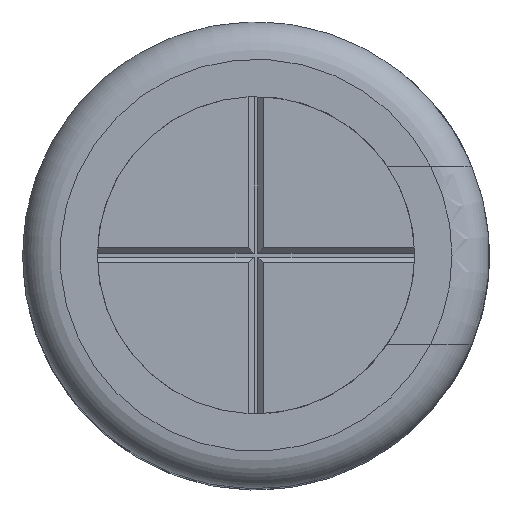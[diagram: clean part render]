
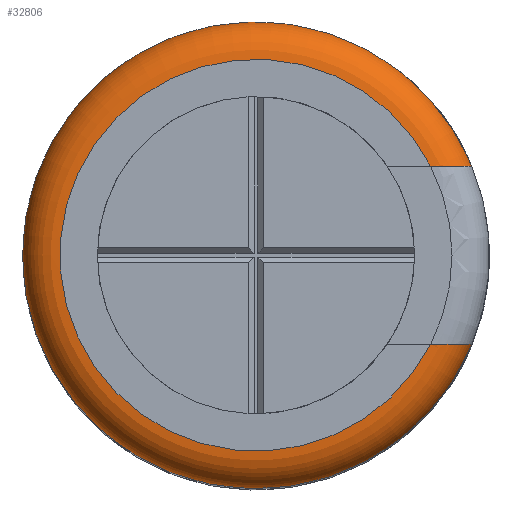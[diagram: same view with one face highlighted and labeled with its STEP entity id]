
A CAD part, top view. The second image highlights one B-rep face of the part: STEP entity #32806.
In plain terms, the highlighted toroidal (fillet/blend) face has major radius 5.25 mm and minor radius 1 mm.
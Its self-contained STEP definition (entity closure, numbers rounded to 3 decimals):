
#300 = VERTEX_POINT ( 'NONE', #27309 ) ;
#320 = AXIS2_PLACEMENT_3D ( 'NONE', #1155, #1837, #9506 ) ;
#579 = B_SPLINE_CURVE_WITH_KNOTS ( 'NONE', 3,
 ( #31905, #7684, #18516, #13433, #31377, #2456, #12736, #4899, #23358, #2626, #13270, #5259 ),
 .UNSPECIFIED., .F., .F.,
 ( 4, 2, 2, 2, 2, 4 ),
 ( 0.001, 0.002, 0.002, 0.003, 0.003, 0.003 ),
 .UNSPECIFIED. ) ;
#1155 = CARTESIAN_POINT ( 'NONE',  ( 0., 0., 24.5 ) ) ;
#1496 = FACE_OUTER_BOUND ( 'NONE', #14176, .T. ) ;
#1837 = DIRECTION ( 'NONE',  ( 0., 0., 1. ) ) ;
#2456 = CARTESIAN_POINT ( 'NONE',  ( 5.54, 2.387, 25.137 ) ) ;
#2524 = EDGE_CURVE ( 'NONE', #33233, #300, #579, .T. ) ;
#2626 = CARTESIAN_POINT ( 'NONE',  ( 5.768, 2.387, 24.638 ) ) ;
#3025 = ORIENTED_EDGE ( 'NONE', *, *, #25384, .F. ) ;
#4899 = CARTESIAN_POINT ( 'NONE',  ( 5.715, 2.387, 24.838 ) ) ;
#5259 = CARTESIAN_POINT ( 'NONE',  ( 5.776, 2.387, 24.5 ) ) ;
#5564 = CARTESIAN_POINT ( 'NONE',  ( 5.776, -2.387, 24.5 ) ) ;
#5831 = ORIENTED_EDGE ( 'NONE', *, *, #7954, .F. ) ;
#6564 = CARTESIAN_POINT ( 'NONE',  ( 4.676, -2.387, 25.5 ) ) ;
#6716 = VERTEX_POINT ( 'NONE', #5564 ) ;
#7101 = CARTESIAN_POINT ( 'NONE',  ( 0., 0., 24.5 ) ) ;
#7139 = DIRECTION ( 'NONE',  ( 0., 0., -1. ) ) ;
#7312 = CARTESIAN_POINT ( 'NONE',  ( 0., 0., 24.5 ) ) ;
#7684 = CARTESIAN_POINT ( 'NONE',  ( 4.813, 2.387, 25.5 ) ) ;
#7954 = EDGE_CURVE ( 'NONE', #6716, #10329, #19608, .T. ) ;
#8268 = EDGE_CURVE ( 'NONE', #6716, #33588, #19852, .T. ) ;
#9506 = DIRECTION ( 'NONE',  ( 1., 0., 0. ) ) ;
#10329 = VERTEX_POINT ( 'NONE', #23433 ) ;
#10719 = ORIENTED_EDGE ( 'NONE', *, *, #8268, .T. ) ;
#10895 = CIRCLE ( 'NONE', #18683, 5.25 ) ;
#12096 = EDGE_CURVE ( 'NONE', #33233, #33588, #10895, .T. ) ;
#12736 = CARTESIAN_POINT ( 'NONE',  ( 5.627, 2.387, 25.025 ) ) ;
#12857 = CIRCLE ( 'NONE', #13973, 6.25 ) ;
#13161 = DIRECTION ( 'NONE',  ( 1., 0., 0. ) ) ;
#13270 = CARTESIAN_POINT ( 'NONE',  ( 5.776, 2.387, 24.57 ) ) ;
#13433 = CARTESIAN_POINT ( 'NONE',  ( 5.21, 2.387, 25.386 ) ) ;
#13973 = AXIS2_PLACEMENT_3D ( 'NONE', #7312, #7139, #28434 ) ;
#14176 = EDGE_LOOP ( 'NONE', ( #5831, #10719, #26138, #22705, #3025 ) ) ;
#15289 = DIRECTION ( 'NONE',  ( 0., 0., -1. ) ) ;
#16690 = CARTESIAN_POINT ( 'NONE',  ( 5.228, -2.387, 25.407 ) ) ;
#17022 = CARTESIAN_POINT ( 'NONE',  ( 5.776, -2.387, 24.5 ) ) ;
#17574 = TOROIDAL_SURFACE ( 'NONE', #320, 5.25, 1. ) ;
#17766 = DIRECTION ( 'NONE',  ( 1., 0., 0. ) ) ;
#18162 = CARTESIAN_POINT ( 'NONE',  ( 4.676, -2.387, 25.5 ) ) ;
#18516 = CARTESIAN_POINT ( 'NONE',  ( 4.952, 2.387, 25.477 ) ) ;
#18683 = AXIS2_PLACEMENT_3D ( 'NONE', #24164, #26978, #13161 ) ;
#19129 = CARTESIAN_POINT ( 'NONE',  ( 5.745, -2.387, 24.775 ) ) ;
#19608 = CIRCLE ( 'NONE', #31282, 6.25 ) ;
#19637 = CARTESIAN_POINT ( 'NONE',  ( 5.541, -2.387, 25.136 ) ) ;
#19805 = CARTESIAN_POINT ( 'NONE',  ( 5.776, -2.387, 24.637 ) ) ;
#19852 = B_SPLINE_CURVE_WITH_KNOTS ( 'NONE', 3,
 ( #17022, #19805, #19129, #22421, #19637, #16690, #27375, #6564 ),
 .UNSPECIFIED., .F., .F.,
 ( 4, 2, 2, 4 ),
 ( 0.004, 0.004, 0.004, 0.005 ),
 .UNSPECIFIED. ) ;
#22421 = CARTESIAN_POINT ( 'NONE',  ( 5.627, -2.387, 25.024 ) ) ;
#22705 = ORIENTED_EDGE ( 'NONE', *, *, #2524, .T. ) ;
#23358 = CARTESIAN_POINT ( 'NONE',  ( 5.738, 2.387, 24.772 ) ) ;
#23433 = CARTESIAN_POINT ( 'NONE',  ( -6.25, 0., 24.5 ) ) ;
#24164 = CARTESIAN_POINT ( 'NONE',  ( 0., 0., 25.5 ) ) ;
#25384 = EDGE_CURVE ( 'NONE', #10329, #300, #12857, .T. ) ;
#26138 = ORIENTED_EDGE ( 'NONE', *, *, #12096, .F. ) ;
#26978 = DIRECTION ( 'NONE',  ( 0., 0., 1. ) ) ;
#27309 = CARTESIAN_POINT ( 'NONE',  ( 5.776, 2.387, 24.5 ) ) ;
#27375 = CARTESIAN_POINT ( 'NONE',  ( 4.95, -2.387, 25.5 ) ) ;
#28434 = DIRECTION ( 'NONE',  ( 1., 0., 0. ) ) ;
#31282 = AXIS2_PLACEMENT_3D ( 'NONE', #7101, #15289, #17766 ) ;
#31377 = CARTESIAN_POINT ( 'NONE',  ( 5.333, 2.387, 25.316 ) ) ;
#31905 = CARTESIAN_POINT ( 'NONE',  ( 4.676, 2.387, 25.5 ) ) ;
#32582 = CARTESIAN_POINT ( 'NONE',  ( 4.676, 2.387, 25.5 ) ) ;
#32806 = ADVANCED_FACE ( 'NONE', ( #1496 ), #17574, .T. ) ;
#33233 = VERTEX_POINT ( 'NONE', #32582 ) ;
#33588 = VERTEX_POINT ( 'NONE', #18162 ) ;
